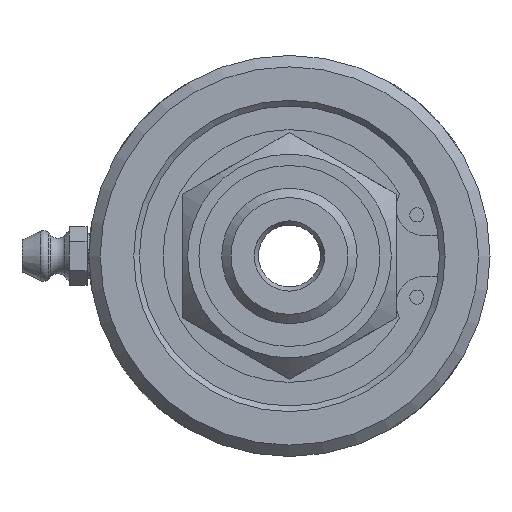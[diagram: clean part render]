
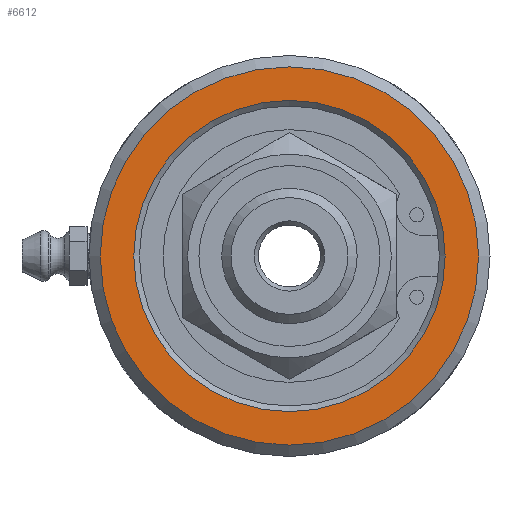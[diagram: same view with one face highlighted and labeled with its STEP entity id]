
A CAD part, left-side view. The second image highlights one B-rep face of the part: STEP entity #6612.
In plain terms, the highlighted planar face has unit normal (-1, 0, 0).
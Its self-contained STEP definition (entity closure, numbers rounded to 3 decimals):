
#63=FACE_BOUND('',#1177,.T.);
#428=PLANE('',#7132);
#777=FACE_OUTER_BOUND('',#1176,.T.);
#1176=EDGE_LOOP('',(#5970));
#1177=EDGE_LOOP('',(#5971));
#1449=CIRCLE('',#7130,21.85);
#1451=CIRCLE('',#7133,26.55);
#3132=VERTEX_POINT('',#46968);
#3133=VERTEX_POINT('',#46973);
#4092=EDGE_CURVE('',#3132,#3132,#1449,.T.);
#4094=EDGE_CURVE('',#3133,#3133,#1451,.T.);
#5970=ORIENTED_EDGE('',*,*,#4094,.F.);
#5971=ORIENTED_EDGE('',*,*,#4092,.F.);
#6612=ADVANCED_FACE('',(#777,#63),#428,.T.);
#7130=AXIS2_PLACEMENT_3D('',#46970,#8500,#8501);
#7132=AXIS2_PLACEMENT_3D('',#46972,#8504,#8505);
#7133=AXIS2_PLACEMENT_3D('',#46974,#8506,#8507);
#8500=DIRECTION('center_axis',(-1.,0.,0.));
#8501=DIRECTION('ref_axis',(0.,-1.,0.));
#8504=DIRECTION('center_axis',(-1.,0.,0.));
#8505=DIRECTION('ref_axis',(0.,0.,1.));
#8506=DIRECTION('center_axis',(1.,0.,0.));
#8507=DIRECTION('ref_axis',(0.,-1.,0.));
#46968=CARTESIAN_POINT('',(0.,21.85,0.));
#46970=CARTESIAN_POINT('Origin',(0.,0.,0.));
#46972=CARTESIAN_POINT('Origin',(0.,24.6,0.));
#46973=CARTESIAN_POINT('',(0.,26.55,0.));
#46974=CARTESIAN_POINT('Origin',(0.,0.,0.));
